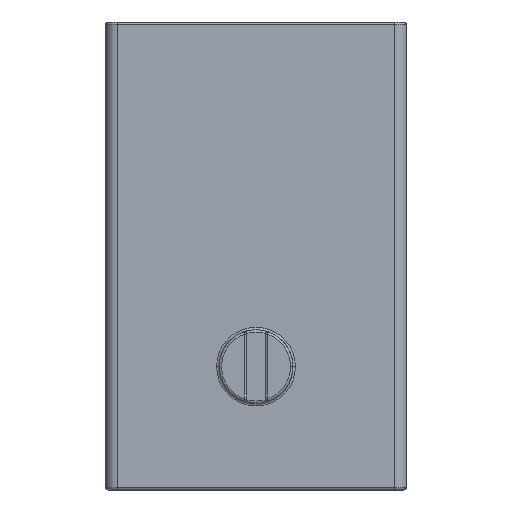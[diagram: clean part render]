
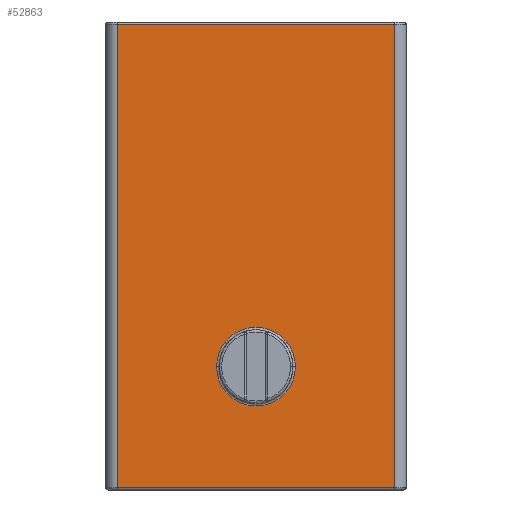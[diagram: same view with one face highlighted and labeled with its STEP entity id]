
A CAD part, front view. The second image highlights one B-rep face of the part: STEP entity #52863.
In plain terms, the highlighted face is planar.
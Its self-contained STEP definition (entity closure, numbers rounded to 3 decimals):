
#160 = DIRECTION ( 'NONE',  ( 0., 0., -1. ) ) ;
#234 = EDGE_LOOP ( 'NONE', ( #13159, #40219 ) ) ;
#1857 = VECTOR ( 'NONE', #49487, 1000. ) ;
#3653 = CIRCLE ( 'NONE', #44848, 15.986 ) ;
#3719 = ORIENTED_EDGE ( 'NONE', *, *, #20695, .T. ) ;
#3845 = DIRECTION ( 'NONE',  ( 1., 0., 0. ) ) ;
#4230 = CARTESIAN_POINT ( 'NONE',  ( -44.9, 4., 0. ) ) ;
#4755 = CARTESIAN_POINT ( 'NONE',  ( -44.9, 4., 15.986 ) ) ;
#4895 = CARTESIAN_POINT ( 'NONE',  ( 94., 4., 56.26 ) ) ;
#6859 = LINE ( 'NONE', #13074, #1857 ) ;
#6913 = CIRCLE ( 'NONE', #34416, 15.986 ) ;
#7042 = VERTEX_POINT ( 'NONE', #16992 ) ;
#9161 = CARTESIAN_POINT ( 'NONE',  ( -44.9, 4., 0. ) ) ;
#13074 = CARTESIAN_POINT ( 'NONE',  ( -94., 4., 0. ) ) ;
#13159 = ORIENTED_EDGE ( 'NONE', *, *, #44382, .T. ) ;
#16992 = CARTESIAN_POINT ( 'NONE',  ( -44.9, 4., -15.986 ) ) ;
#19558 = EDGE_CURVE ( 'NONE', #20894, #25185, #26103, .T. ) ;
#20695 = EDGE_CURVE ( 'NONE', #26063, #41694, #6859, .T. ) ;
#20894 = VERTEX_POINT ( 'NONE', #4895 ) ;
#21057 = CARTESIAN_POINT ( 'NONE',  ( 94., 4., 0. ) ) ;
#22248 = VERTEX_POINT ( 'NONE', #4755 ) ;
#24688 = EDGE_CURVE ( 'NONE', #41694, #20894, #35089, .T. ) ;
#24692 = CARTESIAN_POINT ( 'NONE',  ( -95., 4., -56.26 ) ) ;
#25185 = VERTEX_POINT ( 'NONE', #35921 ) ;
#26063 = VERTEX_POINT ( 'NONE', #42935 ) ;
#26103 = LINE ( 'NONE', #21057, #41037 ) ;
#26736 = CARTESIAN_POINT ( 'NONE',  ( 95., 4., 56.26 ) ) ;
#28048 = EDGE_CURVE ( 'NONE', #22248, #7042, #3653, .T. ) ;
#30015 = DIRECTION ( 'NONE',  ( 0., 0., -1. ) ) ;
#32066 = AXIS2_PLACEMENT_3D ( 'NONE', #33239, #32630, #37387 ) ;
#32109 = DIRECTION ( 'NONE',  ( 0., -1., 0. ) ) ;
#32630 = DIRECTION ( 'NONE',  ( 0., -1., 0. ) ) ;
#33054 = EDGE_CURVE ( 'NONE', #25185, #26063, #44224, .T. ) ;
#33239 = CARTESIAN_POINT ( 'NONE',  ( 0., 4., 0. ) ) ;
#34416 = AXIS2_PLACEMENT_3D ( 'NONE', #9161, #46162, #160 ) ;
#35089 = LINE ( 'NONE', #26736, #36501 ) ;
#35921 = CARTESIAN_POINT ( 'NONE',  ( 94., 4., -56.26 ) ) ;
#36501 = VECTOR ( 'NONE', #3845, 1000. ) ;
#37387 = DIRECTION ( 'NONE',  ( 0., 0., -1. ) ) ;
#40219 = ORIENTED_EDGE ( 'NONE', *, *, #28048, .T. ) ;
#40292 = EDGE_LOOP ( 'NONE', ( #49255, #3719, #44533, #55821 ) ) ;
#40455 = DIRECTION ( 'NONE',  ( 0., 0., -1. ) ) ;
#41037 = VECTOR ( 'NONE', #30015, 1000. ) ;
#41694 = VERTEX_POINT ( 'NONE', #44502 ) ;
#42935 = CARTESIAN_POINT ( 'NONE',  ( -94., 4., -56.26 ) ) ;
#44224 = LINE ( 'NONE', #24692, #52812 ) ;
#44382 = EDGE_CURVE ( 'NONE', #7042, #22248, #6913, .T. ) ;
#44442 = FACE_BOUND ( 'NONE', #234, .T. ) ;
#44502 = CARTESIAN_POINT ( 'NONE',  ( -94., 4., 56.26 ) ) ;
#44533 = ORIENTED_EDGE ( 'NONE', *, *, #24688, .T. ) ;
#44848 = AXIS2_PLACEMENT_3D ( 'NONE', #4230, #32109, #40455 ) ;
#46162 = DIRECTION ( 'NONE',  ( 0., -1., 0. ) ) ;
#46337 = PLANE ( 'NONE',  #32066 ) ;
#49255 = ORIENTED_EDGE ( 'NONE', *, *, #33054, .T. ) ;
#49468 = FACE_OUTER_BOUND ( 'NONE', #40292, .T. ) ;
#49487 = DIRECTION ( 'NONE',  ( 0., 0., 1. ) ) ;
#52812 = VECTOR ( 'NONE', #55726, 1000. ) ;
#52863 = ADVANCED_FACE ( 'NONE', ( #49468, #44442 ), #46337, .F. ) ;
#55726 = DIRECTION ( 'NONE',  ( -1., 0., 0. ) ) ;
#55821 = ORIENTED_EDGE ( 'NONE', *, *, #19558, .T. ) ;
